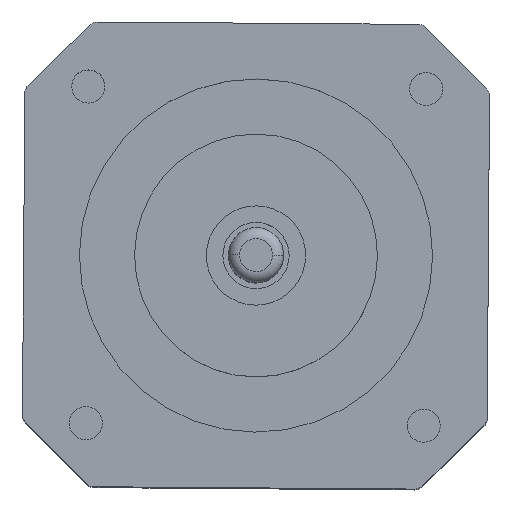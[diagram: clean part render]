
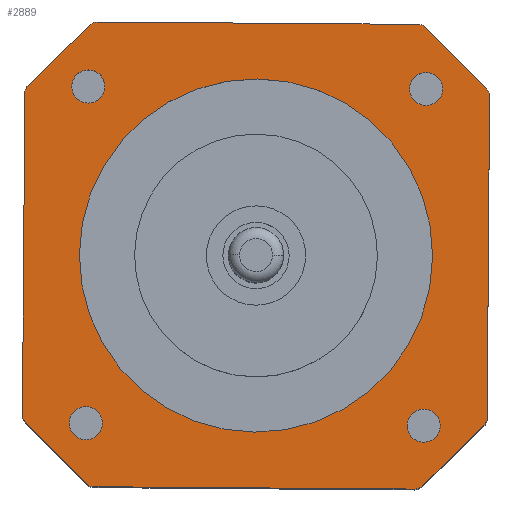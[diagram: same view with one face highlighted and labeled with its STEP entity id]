
A CAD part, top view. The second image highlights one B-rep face of the part: STEP entity #2889.
In plain terms, the highlighted planar face has unit normal (0, 0, 1).
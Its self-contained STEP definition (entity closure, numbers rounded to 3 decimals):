
#769=CARTESIAN_POINT('',(0.,0.,24.25));
#770=DIRECTION('',(0.,0.,1.));
#771=DIRECTION('',(1.,0.,0.));
#772=AXIS2_PLACEMENT_3D('',#769,#770,#771);
#774=CARTESIAN_POINT('',(0.,0.,24.25));
#775=DIRECTION('',(0.,0.,1.));
#776=DIRECTION('',(-1.,0.,0.));
#777=AXIS2_PLACEMENT_3D('',#774,#775,#776);
#779=CARTESIAN_POINT('',(15.3,-15.3,24.25));
#780=DIRECTION('',(0.,0.,1.));
#781=DIRECTION('',(-1.,0.,0.));
#782=AXIS2_PLACEMENT_3D('',#779,#780,#781);
#784=CARTESIAN_POINT('',(15.3,-15.3,24.25));
#785=DIRECTION('',(0.,0.,1.));
#786=DIRECTION('',(1.,0.,0.));
#787=AXIS2_PLACEMENT_3D('',#784,#785,#786);
#789=CARTESIAN_POINT('',(15.3,15.2,24.25));
#790=DIRECTION('',(0.,0.,1.));
#791=DIRECTION('',(-1.,0.,0.));
#792=AXIS2_PLACEMENT_3D('',#789,#790,#791);
#794=CARTESIAN_POINT('',(15.3,15.2,24.25));
#795=DIRECTION('',(0.,0.,1.));
#796=DIRECTION('',(1.,0.,0.));
#797=AXIS2_PLACEMENT_3D('',#794,#795,#796);
#799=CARTESIAN_POINT('',(-15.3,-15.3,24.25));
#800=DIRECTION('',(0.,0.,-1.));
#801=DIRECTION('',(1.,0.,0.));
#802=AXIS2_PLACEMENT_3D('',#799,#800,#801);
#804=CARTESIAN_POINT('',(-15.3,-15.3,24.25));
#805=DIRECTION('',(0.,0.,-1.));
#806=DIRECTION('',(-1.,0.,0.));
#807=AXIS2_PLACEMENT_3D('',#804,#805,#806);
#809=CARTESIAN_POINT('',(-15.3,15.2,24.25));
#810=DIRECTION('',(0.,0.,-1.));
#811=DIRECTION('',(1.,0.,0.));
#812=AXIS2_PLACEMENT_3D('',#809,#810,#811);
#814=CARTESIAN_POINT('',(-15.3,15.2,24.25));
#815=DIRECTION('',(0.,0.,-1.));
#816=DIRECTION('',(-1.,0.,0.));
#817=AXIS2_PLACEMENT_3D('',#814,#815,#816);
#819=CARTESIAN_POINT('',(-20.05,14.536,24.25));
#820=DIRECTION('',(0.,0.,-1.));
#821=DIRECTION('',(-1.,0.,0.));
#822=AXIS2_PLACEMENT_3D('',#819,#820,#821);
#824=DIRECTION('',(-0.707,-0.707,0.));
#825=VECTOR('',#824,7.798);
#826=CARTESIAN_POINT('',(-15.243,20.757,24.25));
#827=LINE('',#826,#825);
#828=CARTESIAN_POINT('',(-14.536,20.05,24.25));
#829=DIRECTION('',(0.,0.,1.));
#830=DIRECTION('',(0.,1.,0.));
#831=AXIS2_PLACEMENT_3D('',#828,#829,#830);
#833=CARTESIAN_POINT('',(14.536,20.05,24.25));
#834=DIRECTION('',(0.,0.,1.));
#835=DIRECTION('',(0.707,0.707,0.));
#836=AXIS2_PLACEMENT_3D('',#833,#834,#835);
#838=DIRECTION('',(-0.707,0.707,0.));
#839=VECTOR('',#838,7.798);
#840=CARTESIAN_POINT('',(20.757,15.243,24.25));
#841=LINE('',#840,#839);
#842=CARTESIAN_POINT('',(20.05,14.536,24.25));
#843=DIRECTION('',(0.,0.,-1.));
#844=DIRECTION('',(0.707,0.707,0.));
#845=AXIS2_PLACEMENT_3D('',#842,#843,#844);
#847=CARTESIAN_POINT('',(20.05,-14.536,24.25));
#848=DIRECTION('',(0.,0.,1.));
#849=DIRECTION('',(0.707,-0.707,0.));
#850=AXIS2_PLACEMENT_3D('',#847,#848,#849);
#852=DIRECTION('',(0.707,0.707,0.));
#853=VECTOR('',#852,7.798);
#854=CARTESIAN_POINT('',(15.243,-20.757,24.25));
#855=LINE('',#854,#853);
#856=CARTESIAN_POINT('',(14.536,-20.05,24.25));
#857=DIRECTION('',(0.,0.,1.));
#858=DIRECTION('',(0.,-1.,0.));
#859=AXIS2_PLACEMENT_3D('',#856,#857,#858);
#861=CARTESIAN_POINT('',(-14.536,-20.05,24.25));
#862=DIRECTION('',(0.,0.,1.));
#863=DIRECTION('',(-0.707,-0.707,0.));
#864=AXIS2_PLACEMENT_3D('',#861,#862,#863);
#866=DIRECTION('',(0.707,-0.707,0.));
#867=VECTOR('',#866,7.798);
#868=CARTESIAN_POINT('',(-20.757,-15.243,24.25));
#869=LINE('',#868,#867);
#870=CARTESIAN_POINT('',(-20.05,-14.536,24.25));
#871=DIRECTION('',(0.,0.,1.));
#872=DIRECTION('',(-1.,0.,0.));
#873=AXIS2_PLACEMENT_3D('',#870,#871,#872);
#1109=DIRECTION('',(1.,0.,0.));
#1110=VECTOR('',#1109,29.072);
#1111=CARTESIAN_POINT('',(-14.536,21.05,24.25));
#1112=LINE('',#1111,#1110);
#1173=DIRECTION('',(0.,-1.,0.));
#1174=VECTOR('',#1173,29.072);
#1175=CARTESIAN_POINT('',(21.05,14.536,24.25));
#1176=LINE('',#1175,#1174);
#1205=DIRECTION('',(0.,1.,0.));
#1206=VECTOR('',#1205,29.072);
#1207=CARTESIAN_POINT('',(-21.05,-14.536,24.25));
#1208=LINE('',#1207,#1206);
#1269=DIRECTION('',(-1.,0.,0.));
#1270=VECTOR('',#1269,29.072);
#1271=CARTESIAN_POINT('',(14.536,-21.05,24.25));
#1272=LINE('',#1271,#1270);
#1417=CARTESIAN_POINT('',(16.,0.,24.25));
#1418=CARTESIAN_POINT('',(-16.,0.,24.25));
#1419=VERTEX_POINT('',#1417);
#1420=VERTEX_POINT('',#1418);
#1593=CARTESIAN_POINT('',(13.8,-15.3,24.25));
#1594=CARTESIAN_POINT('',(16.8,-15.3,24.25));
#1595=VERTEX_POINT('',#1593);
#1596=VERTEX_POINT('',#1594);
#1601=CARTESIAN_POINT('',(13.8,15.2,24.25));
#1602=CARTESIAN_POINT('',(16.8,15.2,24.25));
#1603=VERTEX_POINT('',#1601);
#1604=VERTEX_POINT('',#1602);
#1609=CARTESIAN_POINT('',(-13.8,-15.3,24.25));
#1610=VERTEX_POINT('',#1609);
#1611=CARTESIAN_POINT('',(-16.8,-15.3,24.25));
#1612=VERTEX_POINT('',#1611);
#1617=CARTESIAN_POINT('',(-13.8,15.2,24.25));
#1618=VERTEX_POINT('',#1617);
#1619=CARTESIAN_POINT('',(-16.8,15.2,24.25));
#1620=VERTEX_POINT('',#1619);
#1729=CARTESIAN_POINT('',(15.243,20.757,24.25));
#1730=VERTEX_POINT('',#1729);
#1731=CARTESIAN_POINT('',(14.536,21.05,24.25));
#1732=VERTEX_POINT('',#1731);
#1737=CARTESIAN_POINT('',(20.757,-15.243,24.25));
#1738=VERTEX_POINT('',#1737);
#1739=CARTESIAN_POINT('',(21.05,-14.536,24.25));
#1740=VERTEX_POINT('',#1739);
#1741=CARTESIAN_POINT('',(14.536,-21.05,24.25));
#1742=CARTESIAN_POINT('',(15.243,-20.757,24.25));
#1743=VERTEX_POINT('',#1741);
#1744=VERTEX_POINT('',#1742);
#1753=CARTESIAN_POINT('',(-15.243,-20.757,24.25));
#1754=VERTEX_POINT('',#1753);
#1755=CARTESIAN_POINT('',(-14.536,-21.05,24.25));
#1756=VERTEX_POINT('',#1755);
#1757=CARTESIAN_POINT('',(-21.05,-14.536,24.25));
#1758=CARTESIAN_POINT('',(-20.757,-15.243,24.25));
#1759=VERTEX_POINT('',#1757);
#1760=VERTEX_POINT('',#1758);
#1765=CARTESIAN_POINT('',(-14.536,21.05,24.25));
#1766=CARTESIAN_POINT('',(-15.243,20.757,24.25));
#1767=VERTEX_POINT('',#1765);
#1768=VERTEX_POINT('',#1766);
#1821=CARTESIAN_POINT('',(20.757,15.243,24.25));
#1822=CARTESIAN_POINT('',(21.05,14.536,24.25));
#1823=VERTEX_POINT('',#1821);
#1824=VERTEX_POINT('',#1822);
#1833=CARTESIAN_POINT('',(-20.757,15.243,24.25));
#1834=VERTEX_POINT('',#1833);
#1835=CARTESIAN_POINT('',(-21.05,14.536,24.25));
#1836=VERTEX_POINT('',#1835);
#2823=CARTESIAN_POINT('',(0.,0.,24.25));
#2824=DIRECTION('',(0.,0.,1.));
#2825=DIRECTION('',(1.,0.,0.));
#2826=AXIS2_PLACEMENT_3D('',#2823,#2824,#2825);
#2827=PLANE('',#2826);
#2829=ORIENTED_EDGE('',*,*,#2828,.T.);
#2831=ORIENTED_EDGE('',*,*,#2830,.F.);
#2833=ORIENTED_EDGE('',*,*,#2832,.F.);
#2835=ORIENTED_EDGE('',*,*,#2834,.T.);
#2837=ORIENTED_EDGE('',*,*,#2836,.F.);
#2839=ORIENTED_EDGE('',*,*,#2838,.F.);
#2841=ORIENTED_EDGE('',*,*,#2840,.T.);
#2843=ORIENTED_EDGE('',*,*,#2842,.T.);
#2844=ORIENTED_EDGE('',*,*,#2788,.F.);
#2845=ORIENTED_EDGE('',*,*,#2804,.F.);
#2846=ORIENTED_EDGE('',*,*,#2814,.F.);
#2848=ORIENTED_EDGE('',*,*,#2847,.T.);
#2850=ORIENTED_EDGE('',*,*,#2849,.F.);
#2852=ORIENTED_EDGE('',*,*,#2851,.F.);
#2854=ORIENTED_EDGE('',*,*,#2853,.F.);
#2856=ORIENTED_EDGE('',*,*,#2855,.T.);
#2857=EDGE_LOOP('',(#2829,#2831,#2833,#2835,#2837,#2839,#2841,#2843,#2844,#2845,
#2846,#2848,#2850,#2852,#2854,#2856));
#2858=FACE_OUTER_BOUND('',#2857,.F.);
#2860=ORIENTED_EDGE('',*,*,#2859,.T.);
#2862=ORIENTED_EDGE('',*,*,#2861,.T.);
#2863=EDGE_LOOP('',(#2860,#2862));
#2864=FACE_BOUND('',#2863,.F.);
#2866=ORIENTED_EDGE('',*,*,#2865,.T.);
#2868=ORIENTED_EDGE('',*,*,#2867,.T.);
#2869=EDGE_LOOP('',(#2866,#2868));
#2870=FACE_BOUND('',#2869,.F.);
#2872=ORIENTED_EDGE('',*,*,#2871,.F.);
#2874=ORIENTED_EDGE('',*,*,#2873,.F.);
#2875=EDGE_LOOP('',(#2872,#2874));
#2876=FACE_BOUND('',#2875,.F.);
#2878=ORIENTED_EDGE('',*,*,#2877,.F.);
#2880=ORIENTED_EDGE('',*,*,#2879,.F.);
#2881=EDGE_LOOP('',(#2878,#2880));
#2882=FACE_BOUND('',#2881,.F.);
#2884=ORIENTED_EDGE('',*,*,#2883,.T.);
#2886=ORIENTED_EDGE('',*,*,#2885,.T.);
#2887=EDGE_LOOP('',(#2884,#2886));
#2888=FACE_BOUND('',#2887,.F.);
#2889=ADVANCED_FACE('',(#2858,#2864,#2870,#2876,#2882,#2888),#2827,.T.);
#773=CIRCLE('',#772,16.);
#778=CIRCLE('',#777,16.);
#783=CIRCLE('',#782,1.5);
#788=CIRCLE('',#787,1.5);
#793=CIRCLE('',#792,1.5);
#798=CIRCLE('',#797,1.5);
#803=CIRCLE('',#802,1.5);
#808=CIRCLE('',#807,1.5);
#813=CIRCLE('',#812,1.5);
#818=CIRCLE('',#817,1.5);
#823=CIRCLE('',#822,1.);
#832=CIRCLE('',#831,1.);
#837=CIRCLE('',#836,1.);
#846=CIRCLE('',#845,1.);
#851=CIRCLE('',#850,1.);
#860=CIRCLE('',#859,1.);
#865=CIRCLE('',#864,1.);
#874=CIRCLE('',#873,1.);
#2788=EDGE_CURVE('',#1738,#1740,#851,.T.);
#2804=EDGE_CURVE('',#1744,#1738,#855,.T.);
#2814=EDGE_CURVE('',#1743,#1744,#860,.T.);
#2828=EDGE_CURVE('',#1836,#1834,#823,.T.);
#2830=EDGE_CURVE('',#1768,#1834,#827,.T.);
#2832=EDGE_CURVE('',#1767,#1768,#832,.T.);
#2834=EDGE_CURVE('',#1767,#1732,#1112,.T.);
#2836=EDGE_CURVE('',#1730,#1732,#837,.T.);
#2838=EDGE_CURVE('',#1823,#1730,#841,.T.);
#2840=EDGE_CURVE('',#1823,#1824,#846,.T.);
#2842=EDGE_CURVE('',#1824,#1740,#1176,.T.);
#2847=EDGE_CURVE('',#1743,#1756,#1272,.T.);
#2849=EDGE_CURVE('',#1754,#1756,#865,.T.);
#2851=EDGE_CURVE('',#1760,#1754,#869,.T.);
#2853=EDGE_CURVE('',#1759,#1760,#874,.T.);
#2855=EDGE_CURVE('',#1759,#1836,#1208,.T.);
#2859=EDGE_CURVE('',#1595,#1596,#783,.T.);
#2861=EDGE_CURVE('',#1596,#1595,#788,.T.);
#2865=EDGE_CURVE('',#1603,#1604,#793,.T.);
#2867=EDGE_CURVE('',#1604,#1603,#798,.T.);
#2871=EDGE_CURVE('',#1610,#1612,#803,.T.);
#2873=EDGE_CURVE('',#1612,#1610,#808,.T.);
#2877=EDGE_CURVE('',#1618,#1620,#813,.T.);
#2879=EDGE_CURVE('',#1620,#1618,#818,.T.);
#2883=EDGE_CURVE('',#1419,#1420,#773,.T.);
#2885=EDGE_CURVE('',#1420,#1419,#778,.T.);
